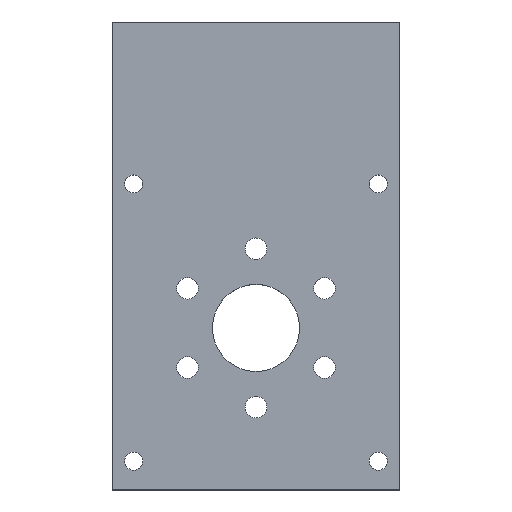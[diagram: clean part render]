
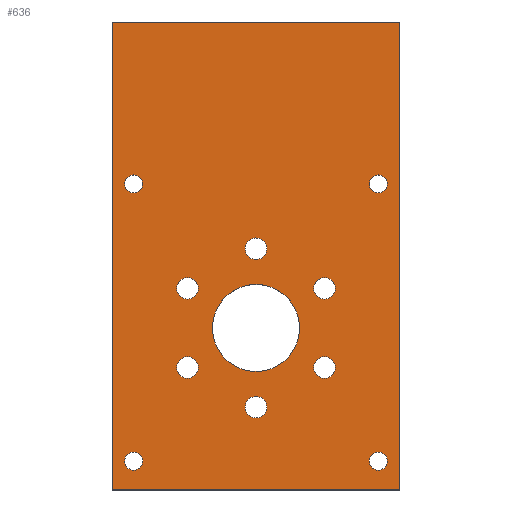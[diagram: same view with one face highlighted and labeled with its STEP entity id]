
A CAD part, top view. The second image highlights one B-rep face of the part: STEP entity #636.
In plain terms, the highlighted planar face has unit normal (0, 0, 1).
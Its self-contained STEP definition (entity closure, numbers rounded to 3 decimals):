
#43=FACE_BOUND('',#141,.T.);
#44=FACE_BOUND('',#142,.T.);
#45=FACE_BOUND('',#143,.T.);
#46=FACE_BOUND('',#144,.T.);
#47=FACE_BOUND('',#145,.T.);
#48=FACE_BOUND('',#146,.T.);
#49=FACE_BOUND('',#147,.T.);
#50=FACE_BOUND('',#148,.T.);
#51=FACE_BOUND('',#149,.T.);
#52=FACE_BOUND('',#150,.T.);
#53=FACE_BOUND('',#151,.T.);
#59=PLANE('',#735);
#94=FACE_OUTER_BOUND('',#140,.T.);
#140=EDGE_LOOP('',(#572,#573,#574,#575));
#141=EDGE_LOOP('',(#576,#577));
#142=EDGE_LOOP('',(#578,#579));
#143=EDGE_LOOP('',(#580,#581));
#144=EDGE_LOOP('',(#582,#583));
#145=EDGE_LOOP('',(#584));
#146=EDGE_LOOP('',(#585));
#147=EDGE_LOOP('',(#586));
#148=EDGE_LOOP('',(#587));
#149=EDGE_LOOP('',(#588));
#150=EDGE_LOOP('',(#589));
#151=EDGE_LOOP('',(#590));
#177=LINE('',#1091,#212);
#180=LINE('',#1097,#215);
#183=LINE('',#1103,#218);
#186=LINE('',#1107,#221);
#212=VECTOR('',#911,10.);
#215=VECTOR('',#916,10.);
#218=VECTOR('',#921,10.);
#221=VECTOR('',#926,10.);
#222=CIRCLE('',#658,1.25);
#223=CIRCLE('',#659,1.25);
#225=CIRCLE('',#662,1.25);
#226=CIRCLE('',#663,1.25);
#228=CIRCLE('',#666,1.25);
#229=CIRCLE('',#667,1.25);
#231=CIRCLE('',#670,1.25);
#232=CIRCLE('',#671,1.25);
#246=CIRCLE('',#692,1.5);
#248=CIRCLE('',#695,1.5);
#250=CIRCLE('',#698,1.5);
#252=CIRCLE('',#701,1.5);
#254=CIRCLE('',#704,1.5);
#256=CIRCLE('',#707,1.5);
#258=CIRCLE('',#710,6.05);
#272=VERTEX_POINT('',#933);
#273=VERTEX_POINT('',#934);
#275=VERTEX_POINT('',#941);
#276=VERTEX_POINT('',#942);
#278=VERTEX_POINT('',#949);
#279=VERTEX_POINT('',#950);
#281=VERTEX_POINT('',#957);
#282=VERTEX_POINT('',#958);
#299=VERTEX_POINT('',#1004);
#301=VERTEX_POINT('',#1010);
#303=VERTEX_POINT('',#1016);
#305=VERTEX_POINT('',#1022);
#307=VERTEX_POINT('',#1028);
#309=VERTEX_POINT('',#1034);
#311=VERTEX_POINT('',#1040);
#330=VERTEX_POINT('',#1088);
#331=VERTEX_POINT('',#1090);
#333=VERTEX_POINT('',#1096);
#335=VERTEX_POINT('',#1102);
#336=EDGE_CURVE('',#272,#273,#222,.T.);
#337=EDGE_CURVE('',#273,#272,#223,.T.);
#340=EDGE_CURVE('',#275,#276,#225,.T.);
#341=EDGE_CURVE('',#276,#275,#226,.T.);
#344=EDGE_CURVE('',#278,#279,#228,.T.);
#345=EDGE_CURVE('',#279,#278,#229,.T.);
#348=EDGE_CURVE('',#281,#282,#231,.T.);
#349=EDGE_CURVE('',#282,#281,#232,.T.);
#370=EDGE_CURVE('',#299,#299,#246,.T.);
#373=EDGE_CURVE('',#301,#301,#248,.T.);
#376=EDGE_CURVE('',#303,#303,#250,.T.);
#379=EDGE_CURVE('',#305,#305,#252,.T.);
#382=EDGE_CURVE('',#307,#307,#254,.T.);
#385=EDGE_CURVE('',#309,#309,#256,.T.);
#388=EDGE_CURVE('',#311,#311,#258,.T.);
#411=EDGE_CURVE('',#331,#330,#177,.T.);
#414=EDGE_CURVE('',#333,#331,#180,.T.);
#417=EDGE_CURVE('',#335,#333,#183,.T.);
#420=EDGE_CURVE('',#330,#335,#186,.T.);
#572=ORIENTED_EDGE('',*,*,#420,.T.);
#573=ORIENTED_EDGE('',*,*,#417,.T.);
#574=ORIENTED_EDGE('',*,*,#414,.T.);
#575=ORIENTED_EDGE('',*,*,#411,.T.);
#576=ORIENTED_EDGE('',*,*,#336,.T.);
#577=ORIENTED_EDGE('',*,*,#337,.T.);
#578=ORIENTED_EDGE('',*,*,#340,.T.);
#579=ORIENTED_EDGE('',*,*,#341,.T.);
#580=ORIENTED_EDGE('',*,*,#344,.T.);
#581=ORIENTED_EDGE('',*,*,#345,.T.);
#582=ORIENTED_EDGE('',*,*,#348,.T.);
#583=ORIENTED_EDGE('',*,*,#349,.T.);
#584=ORIENTED_EDGE('',*,*,#370,.T.);
#585=ORIENTED_EDGE('',*,*,#373,.T.);
#586=ORIENTED_EDGE('',*,*,#376,.T.);
#587=ORIENTED_EDGE('',*,*,#379,.T.);
#588=ORIENTED_EDGE('',*,*,#382,.T.);
#589=ORIENTED_EDGE('',*,*,#385,.T.);
#590=ORIENTED_EDGE('',*,*,#388,.T.);
#636=ADVANCED_FACE('',(#94,#43,#44,#45,#46,#47,#48,#49,#50,#51,#52,#53),
#59,.T.);
#658=AXIS2_PLACEMENT_3D('',#935,#740,#741);
#659=AXIS2_PLACEMENT_3D('',#936,#742,#743);
#662=AXIS2_PLACEMENT_3D('',#943,#749,#750);
#663=AXIS2_PLACEMENT_3D('',#944,#751,#752);
#666=AXIS2_PLACEMENT_3D('',#951,#758,#759);
#667=AXIS2_PLACEMENT_3D('',#952,#760,#761);
#670=AXIS2_PLACEMENT_3D('',#959,#767,#768);
#671=AXIS2_PLACEMENT_3D('',#960,#769,#770);
#692=AXIS2_PLACEMENT_3D('',#1005,#818,#819);
#695=AXIS2_PLACEMENT_3D('',#1011,#825,#826);
#698=AXIS2_PLACEMENT_3D('',#1017,#832,#833);
#701=AXIS2_PLACEMENT_3D('',#1023,#839,#840);
#704=AXIS2_PLACEMENT_3D('',#1029,#846,#847);
#707=AXIS2_PLACEMENT_3D('',#1035,#853,#854);
#710=AXIS2_PLACEMENT_3D('',#1041,#860,#861);
#735=AXIS2_PLACEMENT_3D('',#1109,#929,#930);
#740=DIRECTION('center_axis',(0.,0.,-1.));
#741=DIRECTION('ref_axis',(1.,0.,0.));
#742=DIRECTION('center_axis',(0.,0.,-1.));
#743=DIRECTION('ref_axis',(1.,0.,0.));
#749=DIRECTION('center_axis',(0.,0.,-1.));
#750=DIRECTION('ref_axis',(1.,0.,0.));
#751=DIRECTION('center_axis',(0.,0.,-1.));
#752=DIRECTION('ref_axis',(1.,0.,0.));
#758=DIRECTION('center_axis',(0.,0.,-1.));
#759=DIRECTION('ref_axis',(1.,0.,0.));
#760=DIRECTION('center_axis',(0.,0.,-1.));
#761=DIRECTION('ref_axis',(1.,0.,0.));
#767=DIRECTION('center_axis',(0.,0.,-1.));
#768=DIRECTION('ref_axis',(1.,0.,0.));
#769=DIRECTION('center_axis',(0.,0.,-1.));
#770=DIRECTION('ref_axis',(1.,0.,0.));
#818=DIRECTION('center_axis',(0.,0.,-1.));
#819=DIRECTION('ref_axis',(-1.,0.,0.));
#825=DIRECTION('center_axis',(0.,0.,-1.));
#826=DIRECTION('ref_axis',(-1.,0.,0.));
#832=DIRECTION('center_axis',(0.,0.,-1.));
#833=DIRECTION('ref_axis',(-1.,0.,0.));
#839=DIRECTION('center_axis',(0.,0.,-1.));
#840=DIRECTION('ref_axis',(-1.,0.,0.));
#846=DIRECTION('center_axis',(0.,0.,-1.));
#847=DIRECTION('ref_axis',(-1.,0.,0.));
#853=DIRECTION('center_axis',(0.,0.,-1.));
#854=DIRECTION('ref_axis',(-1.,0.,0.));
#860=DIRECTION('center_axis',(0.,0.,-1.));
#861=DIRECTION('ref_axis',(-1.,0.,0.));
#911=DIRECTION('',(0.,-1.,0.));
#916=DIRECTION('',(-1.,0.,0.));
#921=DIRECTION('',(0.,1.,0.));
#926=DIRECTION('',(1.,0.,0.));
#929=DIRECTION('center_axis',(0.,0.,1.));
#930=DIRECTION('ref_axis',(1.,0.,0.));
#933=CARTESIAN_POINT('',(18.25,-11.,5.));
#934=CARTESIAN_POINT('',(15.75,-11.,5.));
#935=CARTESIAN_POINT('Origin',(17.,-11.,5.));
#936=CARTESIAN_POINT('Origin',(17.,-11.,5.));
#941=CARTESIAN_POINT('',(-15.75,27.5,5.));
#942=CARTESIAN_POINT('',(-18.25,27.5,5.));
#943=CARTESIAN_POINT('Origin',(-17.,27.5,5.));
#944=CARTESIAN_POINT('Origin',(-17.,27.5,5.));
#949=CARTESIAN_POINT('',(18.25,27.5,5.));
#950=CARTESIAN_POINT('',(15.75,27.5,5.));
#951=CARTESIAN_POINT('Origin',(17.,27.5,5.));
#952=CARTESIAN_POINT('Origin',(17.,27.5,5.));
#957=CARTESIAN_POINT('',(-15.75,-11.,5.));
#958=CARTESIAN_POINT('',(-18.25,-11.,5.));
#959=CARTESIAN_POINT('Origin',(-17.,-11.,5.));
#960=CARTESIAN_POINT('Origin',(-17.,-11.,5.));
#1004=CARTESIAN_POINT('',(-8.026,2.,5.));
#1005=CARTESIAN_POINT('Origin',(-9.526,2.,5.));
#1010=CARTESIAN_POINT('',(1.5,18.5,5.));
#1011=CARTESIAN_POINT('Origin',(0.,18.5,5.));
#1016=CARTESIAN_POINT('',(11.026,2.,5.));
#1017=CARTESIAN_POINT('Origin',(9.526,2.,5.));
#1022=CARTESIAN_POINT('',(1.5,-3.5,5.));
#1023=CARTESIAN_POINT('Origin',(0.,-3.5,5.));
#1028=CARTESIAN_POINT('',(11.026,13.,5.));
#1029=CARTESIAN_POINT('Origin',(9.526,13.,5.));
#1034=CARTESIAN_POINT('',(-8.026,13.,5.));
#1035=CARTESIAN_POINT('Origin',(-9.526,13.,5.));
#1040=CARTESIAN_POINT('',(6.05,7.5,5.));
#1041=CARTESIAN_POINT('Origin',(0.,7.5,5.));
#1088=CARTESIAN_POINT('',(-20.,-15.,5.));
#1090=CARTESIAN_POINT('',(-20.,50.,5.));
#1091=CARTESIAN_POINT('',(-20.,-15.,5.));
#1096=CARTESIAN_POINT('',(20.,50.,5.));
#1097=CARTESIAN_POINT('',(-20.,50.,5.));
#1102=CARTESIAN_POINT('',(20.,-15.,5.));
#1103=CARTESIAN_POINT('',(20.,50.,5.));
#1107=CARTESIAN_POINT('',(20.,-15.,5.));
#1109=CARTESIAN_POINT('Origin',(0.,17.5,5.));
